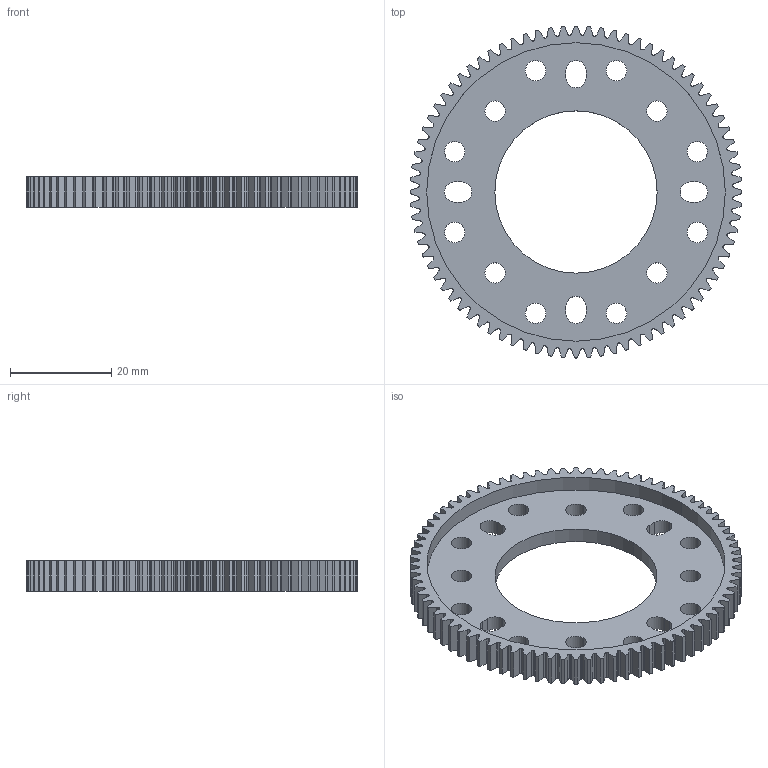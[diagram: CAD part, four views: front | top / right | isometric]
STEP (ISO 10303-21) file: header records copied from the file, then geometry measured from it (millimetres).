
FILE_DESCRIPTION (( 'STEP AP203' ), '1' );
FILE_NAME ('2302-0032-0080.STEP', '2017-04-06T20:20:16', ( '' ), ( '' ), 'SwSTEP 2.0', 'SolidWorks 2016', '' );
FILE_SCHEMA (( 'CONFIG_CONTROL_DESIGN' ));
Length unit declared in the file: millimetre
Products named in the file (1): 2302-0032-0080
Bounding box: 65.6 x 65.6 x 6 mm (x, y, z)
Volume: 7953.7 mm3; surface area: 8206.9 mm2
Topology: 1 solids, 1 shells, 690 faces, 2061 edges, 1374 vertices
Faces by surface type: bspline 320, cylinder 199, plane 171
Entity records: 33488 total; most frequent: CARTESIAN_POINT 16606, ORIENTED_EDGE 4122, DIRECTION 2561, EDGE_CURVE 2061, VERTEX_POINT 1374, VECTOR 1023, LINE 1023, AXIS2_PLACEMENT_3D 769
